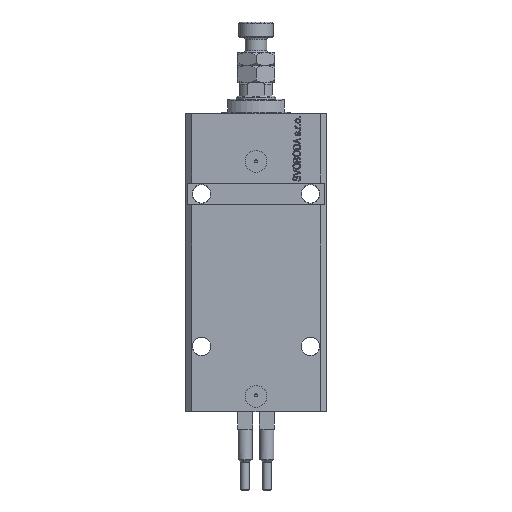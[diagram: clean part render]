
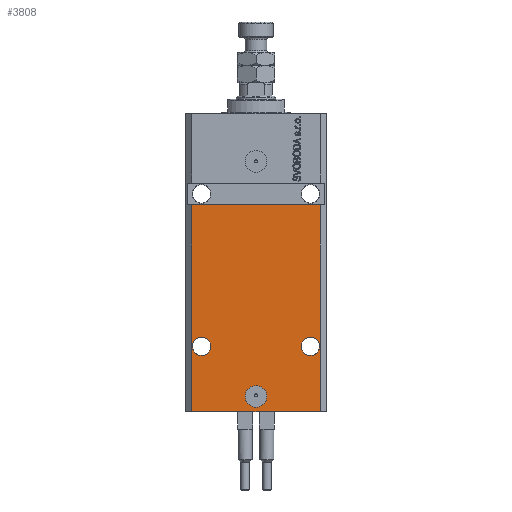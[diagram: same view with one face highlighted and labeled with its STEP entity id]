
A CAD part, front view. The second image highlights one B-rep face of the part: STEP entity #3808.
In plain terms, the highlighted planar face has unit normal (0, -1, 0).
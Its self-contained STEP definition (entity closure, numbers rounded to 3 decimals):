
#777 = CIRCLE ( 'NONE', #18704, 5. ) ;
#1944 = VECTOR ( 'NONE', #50255, 1000. ) ;
#2211 = AXIS2_PLACEMENT_3D ( 'NONE', #26847, #27115, #15574 ) ;
#2448 = LINE ( 'NONE', #18800, #39472 ) ;
#3808 = ADVANCED_FACE ( 'NONE', ( #11478, #46353, #31237, #23515 ), #23785, .T. ) ;
#4306 = VECTOR ( 'NONE', #26065, 1000. ) ;
#5234 = CARTESIAN_POINT ( 'NONE',  ( -29.25, -22.5, -107. ) ) ;
#5413 = ORIENTED_EDGE ( 'NONE', *, *, #38405, .F. ) ;
#6101 = ORIENTED_EDGE ( 'NONE', *, *, #19340, .F. ) ;
#6103 = CARTESIAN_POINT ( 'NONE',  ( 29.5, -22.5, -137. ) ) ;
#6285 = DIRECTION ( 'NONE',  ( -1., 0., 0. ) ) ;
#6491 = CIRCLE ( 'NONE', #35143, 4.25 ) ;
#7072 = CARTESIAN_POINT ( 'NONE',  ( 29.5, -22.5, -42. ) ) ;
#7766 = AXIS2_PLACEMENT_3D ( 'NONE', #12377, #28015, #28264 ) ;
#7984 = CARTESIAN_POINT ( 'NONE',  ( 29.25, -22.5, -107. ) ) ;
#9168 = VERTEX_POINT ( 'NONE', #19864 ) ;
#9344 = CARTESIAN_POINT ( 'NONE',  ( 29.5, -22.5, -137. ) ) ;
#9846 = CIRCLE ( 'NONE', #38514, 4.25 ) ;
#10425 = EDGE_LOOP ( 'NONE', ( #39658, #11228, #27897, #46550 ) ) ;
#10730 = CARTESIAN_POINT ( 'NONE',  ( -29.5, -22.5, -42. ) ) ;
#11018 = LINE ( 'NONE', #42300, #1944 ) ;
#11228 = ORIENTED_EDGE ( 'NONE', *, *, #36645, .F. ) ;
#11478 = FACE_BOUND ( 'NONE', #39799, .T. ) ;
#11734 = CARTESIAN_POINT ( 'NONE',  ( 5., -22.5, -130. ) ) ;
#12377 = CARTESIAN_POINT ( 'NONE',  ( 0., -22.5, -130. ) ) ;
#12517 = CIRCLE ( 'NONE', #18228, 4.25 ) ;
#13313 = EDGE_CURVE ( 'NONE', #37687, #32639, #15471, .T. ) ;
#14308 = EDGE_CURVE ( 'NONE', #43505, #15192, #2448, .T. ) ;
#15192 = VERTEX_POINT ( 'NONE', #7072 ) ;
#15471 = LINE ( 'NONE', #35757, #42565 ) ;
#15574 = DIRECTION ( 'NONE',  ( 1., 0., 0. ) ) ;
#15736 = DIRECTION ( 'NONE',  ( 1., 0., 0. ) ) ;
#15867 = CARTESIAN_POINT ( 'NONE',  ( 20.75, -22.5, -107. ) ) ;
#17488 = CARTESIAN_POINT ( 'NONE',  ( 0., -22.5, -130. ) ) ;
#17543 = VERTEX_POINT ( 'NONE', #15867 ) ;
#17917 = CIRCLE ( 'NONE', #31034, 4.25 ) ;
#18228 = AXIS2_PLACEMENT_3D ( 'NONE', #18804, #34479, #50120 ) ;
#18704 = AXIS2_PLACEMENT_3D ( 'NONE', #17488, #44446, #40841 ) ;
#18800 = CARTESIAN_POINT ( 'NONE',  ( -32.5, -22.5, -42. ) ) ;
#18804 = CARTESIAN_POINT ( 'NONE',  ( 25., -22.5, -107. ) ) ;
#18997 = ORIENTED_EDGE ( 'NONE', *, *, #47323, .F. ) ;
#19340 = EDGE_CURVE ( 'NONE', #24077, #23826, #777, .T. ) ;
#19400 = VERTEX_POINT ( 'NONE', #5234 ) ;
#19864 = CARTESIAN_POINT ( 'NONE',  ( -20.75, -22.5, -107. ) ) ;
#23284 = EDGE_CURVE ( 'NONE', #9168, #19400, #17917, .T. ) ;
#23515 = FACE_OUTER_BOUND ( 'NONE', #10425, .T. ) ;
#23579 = EDGE_CURVE ( 'NONE', #19400, #9168, #6491, .T. ) ;
#23670 = EDGE_LOOP ( 'NONE', ( #39062, #40828 ) ) ;
#23785 = PLANE ( 'NONE',  #2211 ) ;
#23826 = VERTEX_POINT ( 'NONE', #47748 ) ;
#24077 = VERTEX_POINT ( 'NONE', #11734 ) ;
#24162 = EDGE_LOOP ( 'NONE', ( #18997, #40599 ) ) ;
#25001 = CARTESIAN_POINT ( 'NONE',  ( -25., -22.5, -107. ) ) ;
#25121 = EDGE_CURVE ( 'NONE', #17543, #30157, #9846, .T. ) ;
#25946 = CARTESIAN_POINT ( 'NONE',  ( -25., -22.5, -107. ) ) ;
#26065 = DIRECTION ( 'NONE',  ( 0., 0., 1. ) ) ;
#26847 = CARTESIAN_POINT ( 'NONE',  ( -29.5, -22.5, -137. ) ) ;
#27115 = DIRECTION ( 'NONE',  ( 0., -1., 0. ) ) ;
#27897 = ORIENTED_EDGE ( 'NONE', *, *, #13313, .T. ) ;
#28015 = DIRECTION ( 'NONE',  ( 0., -1., 0. ) ) ;
#28264 = DIRECTION ( 'NONE',  ( 1., 0., 0. ) ) ;
#29565 = CARTESIAN_POINT ( 'NONE',  ( -29.5, -22.5, -137. ) ) ;
#30157 = VERTEX_POINT ( 'NONE', #7984 ) ;
#30560 = DIRECTION ( 'NONE',  ( -1., 0., 0. ) ) ;
#31034 = AXIS2_PLACEMENT_3D ( 'NONE', #25001, #32966, #6285 ) ;
#31237 = FACE_BOUND ( 'NONE', #23670, .T. ) ;
#32436 = DIRECTION ( 'NONE',  ( 0., -1., 0. ) ) ;
#32639 = VERTEX_POINT ( 'NONE', #9344 ) ;
#32966 = DIRECTION ( 'NONE',  ( 0., -1., 0. ) ) ;
#34474 = DIRECTION ( 'NONE',  ( 1., 0., 0. ) ) ;
#34479 = DIRECTION ( 'NONE',  ( 0., -1., 0. ) ) ;
#35143 = AXIS2_PLACEMENT_3D ( 'NONE', #25946, #38253, #30560 ) ;
#35757 = CARTESIAN_POINT ( 'NONE',  ( -29.5, -22.5, -137. ) ) ;
#36645 = EDGE_CURVE ( 'NONE', #37687, #43505, #11018, .T. ) ;
#37687 = VERTEX_POINT ( 'NONE', #29565 ) ;
#38032 = CIRCLE ( 'NONE', #7766, 5. ) ;
#38253 = DIRECTION ( 'NONE',  ( 0., -1., 0. ) ) ;
#38405 = EDGE_CURVE ( 'NONE', #23826, #24077, #38032, .T. ) ;
#38514 = AXIS2_PLACEMENT_3D ( 'NONE', #39864, #32436, #48561 ) ;
#39062 = ORIENTED_EDGE ( 'NONE', *, *, #23284, .F. ) ;
#39472 = VECTOR ( 'NONE', #34474, 1000. ) ;
#39658 = ORIENTED_EDGE ( 'NONE', *, *, #14308, .F. ) ;
#39799 = EDGE_LOOP ( 'NONE', ( #6101, #5413 ) ) ;
#39864 = CARTESIAN_POINT ( 'NONE',  ( 25., -22.5, -107. ) ) ;
#40599 = ORIENTED_EDGE ( 'NONE', *, *, #25121, .F. ) ;
#40828 = ORIENTED_EDGE ( 'NONE', *, *, #23579, .F. ) ;
#40841 = DIRECTION ( 'NONE',  ( 1., 0., 0. ) ) ;
#41714 = LINE ( 'NONE', #6103, #4306 ) ;
#42300 = CARTESIAN_POINT ( 'NONE',  ( -29.5, -22.5, -137. ) ) ;
#42565 = VECTOR ( 'NONE', #15736, 1000. ) ;
#43505 = VERTEX_POINT ( 'NONE', #10730 ) ;
#44446 = DIRECTION ( 'NONE',  ( 0., -1., 0. ) ) ;
#44580 = EDGE_CURVE ( 'NONE', #32639, #15192, #41714, .T. ) ;
#46353 = FACE_BOUND ( 'NONE', #24162, .T. ) ;
#46550 = ORIENTED_EDGE ( 'NONE', *, *, #44580, .T. ) ;
#47323 = EDGE_CURVE ( 'NONE', #30157, #17543, #12517, .T. ) ;
#47748 = CARTESIAN_POINT ( 'NONE',  ( -5., -22.5, -130. ) ) ;
#48561 = DIRECTION ( 'NONE',  ( 1., 0., 0. ) ) ;
#50120 = DIRECTION ( 'NONE',  ( 1., 0., 0. ) ) ;
#50255 = DIRECTION ( 'NONE',  ( 0., 0., 1. ) ) ;
